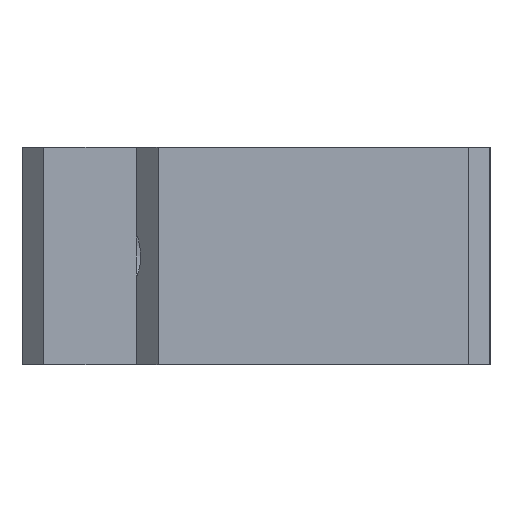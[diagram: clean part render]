
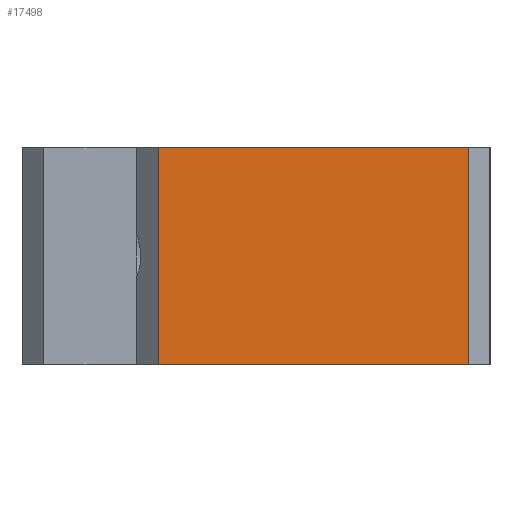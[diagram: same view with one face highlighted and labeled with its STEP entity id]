
A CAD part, left-side view. The second image highlights one B-rep face of the part: STEP entity #17498.
In plain terms, the highlighted planar face has unit normal (-1, 0, 0).
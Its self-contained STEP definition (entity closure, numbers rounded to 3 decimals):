
#180 = ORIENTED_EDGE ( 'NONE', *, *, #8284, .T. ) ;
#1342 = VERTEX_POINT ( 'NONE', #10264 ) ;
#2181 = DIRECTION ( 'NONE',  ( 0., 0., -1. ) ) ;
#2941 = CARTESIAN_POINT ( 'NONE',  ( -61.38, 9.729, -10. ) ) ;
#3068 = EDGE_LOOP ( 'NONE', ( #13607, #180, #6319, #22551 ) ) ;
#3167 = VECTOR ( 'NONE', #9096, 1000. ) ;
#3839 = LINE ( 'NONE', #11362, #3167 ) ;
#5708 = CARTESIAN_POINT ( 'NONE',  ( -61.38, -18.771, 10. ) ) ;
#6006 = VERTEX_POINT ( 'NONE', #5708 ) ;
#6319 = ORIENTED_EDGE ( 'NONE', *, *, #24521, .T. ) ;
#6468 = LINE ( 'NONE', #17472, #25156 ) ;
#6561 = LINE ( 'NONE', #15204, #12313 ) ;
#6895 = VECTOR ( 'NONE', #14358, 1000. ) ;
#8284 = EDGE_CURVE ( 'NONE', #6006, #1342, #27898, .T. ) ;
#9096 = DIRECTION ( 'NONE',  ( 0., 1., 0. ) ) ;
#9324 = PLANE ( 'NONE',  #13481 ) ;
#10264 = CARTESIAN_POINT ( 'NONE',  ( -61.38, 9.729, 10. ) ) ;
#11362 = CARTESIAN_POINT ( 'NONE',  ( -61.38, -18.771, -10. ) ) ;
#11878 = DIRECTION ( 'NONE',  ( 1., 0., 0. ) ) ;
#12313 = VECTOR ( 'NONE', #23941, 1000. ) ;
#12602 = CARTESIAN_POINT ( 'NONE',  ( -61.38, -18.771, -10. ) ) ;
#13452 = VERTEX_POINT ( 'NONE', #12602 ) ;
#13481 = AXIS2_PLACEMENT_3D ( 'NONE', #24748, #11878, #18274 ) ;
#13607 = ORIENTED_EDGE ( 'NONE', *, *, #25791, .F. ) ;
#14358 = DIRECTION ( 'NONE',  ( 0., 1., 0. ) ) ;
#15204 = CARTESIAN_POINT ( 'NONE',  ( -61.38, -18.771, 10. ) ) ;
#17472 = CARTESIAN_POINT ( 'NONE',  ( -61.38, 9.729, 10. ) ) ;
#17498 = ADVANCED_FACE ( 'NONE', ( #18221 ), #9324, .F. ) ;
#18221 = FACE_OUTER_BOUND ( 'NONE', #3068, .T. ) ;
#18274 = DIRECTION ( 'NONE',  ( 0., 0., -1. ) ) ;
#18598 = VERTEX_POINT ( 'NONE', #2941 ) ;
#22551 = ORIENTED_EDGE ( 'NONE', *, *, #25905, .F. ) ;
#23306 = CARTESIAN_POINT ( 'NONE',  ( -61.38, 22.229, 10. ) ) ;
#23941 = DIRECTION ( 'NONE',  ( 0., 0., -1. ) ) ;
#24521 = EDGE_CURVE ( 'NONE', #1342, #18598, #6468, .T. ) ;
#24748 = CARTESIAN_POINT ( 'NONE',  ( -61.38, -18.771, 10. ) ) ;
#25156 = VECTOR ( 'NONE', #2181, 1000. ) ;
#25791 = EDGE_CURVE ( 'NONE', #6006, #13452, #6561, .T. ) ;
#25905 = EDGE_CURVE ( 'NONE', #13452, #18598, #3839, .T. ) ;
#27898 = LINE ( 'NONE', #23306, #6895 ) ;
